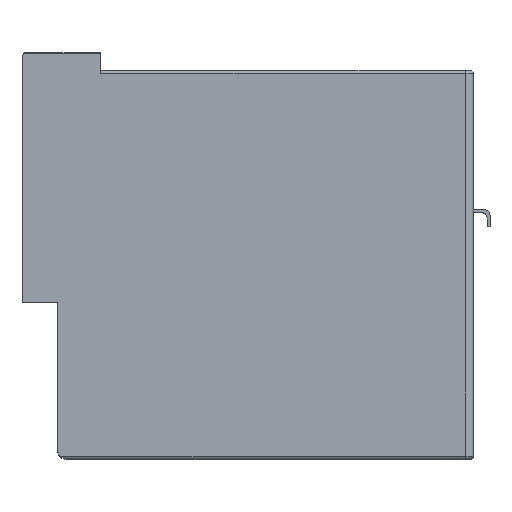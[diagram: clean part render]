
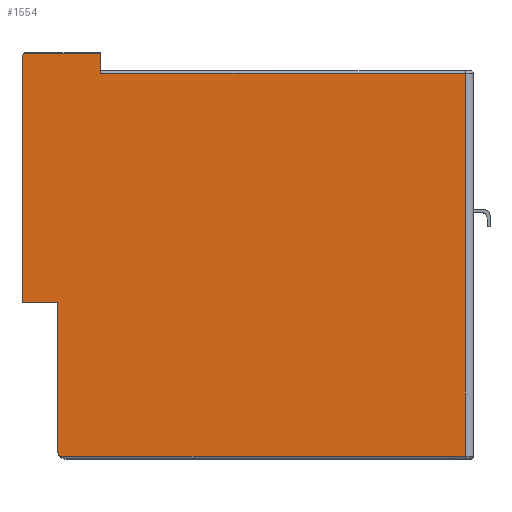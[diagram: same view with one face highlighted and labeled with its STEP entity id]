
A CAD part, top view. The second image highlights one B-rep face of the part: STEP entity #1554.
In plain terms, the highlighted planar face has unit normal (0, 0, 1).
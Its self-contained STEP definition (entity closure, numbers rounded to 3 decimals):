
#426=DIRECTION('',(0.,1.,0.));
#427=VECTOR('',#426,139.);
#428=CARTESIAN_POINT('',(148.,1.,70.));
#429=LINE('',#428,#427);
#430=DIRECTION('',(1.,0.,0.));
#431=VECTOR('',#430,147.236);
#432=CARTESIAN_POINT('',(0.764,1.,70.));
#433=LINE('',#432,#431);
#434=CARTESIAN_POINT('',(3.,3.,70.));
#435=DIRECTION('',(0.,0.,1.));
#436=DIRECTION('',(-1.,0.,0.));
#437=AXIS2_PLACEMENT_3D('',#434,#435,#436);
#439=DIRECTION('',(0.,-1.,0.));
#440=VECTOR('',#439,53.75);
#441=CARTESIAN_POINT('',(0.,56.75,70.));
#442=LINE('',#441,#440);
#443=DIRECTION('',(1.,0.,0.));
#444=VECTOR('',#443,13.);
#445=CARTESIAN_POINT('',(-13.,56.75,70.));
#446=LINE('',#445,#444);
#447=DIRECTION('',(0.,-1.,0.));
#448=VECTOR('',#447,89.75);
#449=CARTESIAN_POINT('',(-13.,146.5,70.));
#450=LINE('',#449,#448);
#451=DIRECTION('',(-0.707,-0.707,0.));
#452=VECTOR('',#451,1.131);
#453=CARTESIAN_POINT('',(-12.2,147.3,70.));
#454=LINE('',#453,#452);
#455=DIRECTION('',(-1.,0.,0.));
#456=VECTOR('',#455,27.85);
#457=CARTESIAN_POINT('',(15.65,147.3,70.));
#458=LINE('',#457,#456);
#459=DIRECTION('',(-1.,0.,0.));
#460=VECTOR('',#459,132.35);
#461=CARTESIAN_POINT('',(148.,140.,70.));
#462=LINE('',#461,#460);
#487=DIRECTION('',(0.,1.,0.));
#488=VECTOR('',#487,7.3);
#489=CARTESIAN_POINT('',(15.65,140.,70.));
#490=LINE('',#489,#488);
#528=CARTESIAN_POINT('',(-12.2,147.3,70.));
#747=CARTESIAN_POINT('',(-13.,56.75,70.));
#749=VERTEX_POINT('',#747);
#751=CARTESIAN_POINT('',(0.,56.75,70.));
#753=VERTEX_POINT('',#751);
#755=CARTESIAN_POINT('',(-13.,146.5,70.));
#756=VERTEX_POINT('',#755);
#795=CARTESIAN_POINT('',(148.,1.,70.));
#796=CARTESIAN_POINT('',(148.,140.,70.));
#797=VERTEX_POINT('',#795);
#798=VERTEX_POINT('',#796);
#807=CARTESIAN_POINT('',(0.,3.,70.));
#809=VERTEX_POINT('',#807);
#811=CARTESIAN_POINT('',(0.764,1.,70.));
#812=VERTEX_POINT('',#811);
#825=CARTESIAN_POINT('',(15.65,140.,70.));
#826=VERTEX_POINT('',#825);
#861=CARTESIAN_POINT('',(15.65,147.3,70.));
#862=VERTEX_POINT('',#861);
#865=VERTEX_POINT('',#528);
#1531=CARTESIAN_POINT('',(0.,0.,70.));
#1532=DIRECTION('',(0.,0.,1.));
#1533=DIRECTION('',(1.,0.,0.));
#1534=AXIS2_PLACEMENT_3D('',#1531,#1532,#1533);
#1535=PLANE('',#1534);
#1536=ORIENTED_EDGE('',*,*,#1111,.F.);
#1538=ORIENTED_EDGE('',*,*,#1537,.F.);
#1539=ORIENTED_EDGE('',*,*,#1221,.F.);
#1540=ORIENTED_EDGE('',*,*,#1249,.F.);
#1542=ORIENTED_EDGE('',*,*,#1541,.F.);
#1544=ORIENTED_EDGE('',*,*,#1543,.F.);
#1546=ORIENTED_EDGE('',*,*,#1545,.F.);
#1548=ORIENTED_EDGE('',*,*,#1547,.F.);
#1550=ORIENTED_EDGE('',*,*,#1549,.F.);
#1551=ORIENTED_EDGE('',*,*,#1517,.F.);
#1552=EDGE_LOOP('',(#1536,#1538,#1539,#1540,#1542,#1544,#1546,#1548,#1550,
#1551));
#1553=FACE_OUTER_BOUND('',#1552,.F.);
#1554=ADVANCED_FACE('',(#1553),#1535,.T.);
#438=CIRCLE('',#437,3.);
#1111=EDGE_CURVE('',#797,#798,#429,.T.);
#1221=EDGE_CURVE('',#809,#812,#438,.T.);
#1249=EDGE_CURVE('',#753,#809,#442,.T.);
#1517=EDGE_CURVE('',#798,#826,#462,.T.);
#1537=EDGE_CURVE('',#812,#797,#433,.T.);
#1541=EDGE_CURVE('',#749,#753,#446,.T.);
#1543=EDGE_CURVE('',#756,#749,#450,.T.);
#1545=EDGE_CURVE('',#865,#756,#454,.T.);
#1547=EDGE_CURVE('',#862,#865,#458,.T.);
#1549=EDGE_CURVE('',#826,#862,#490,.T.);
